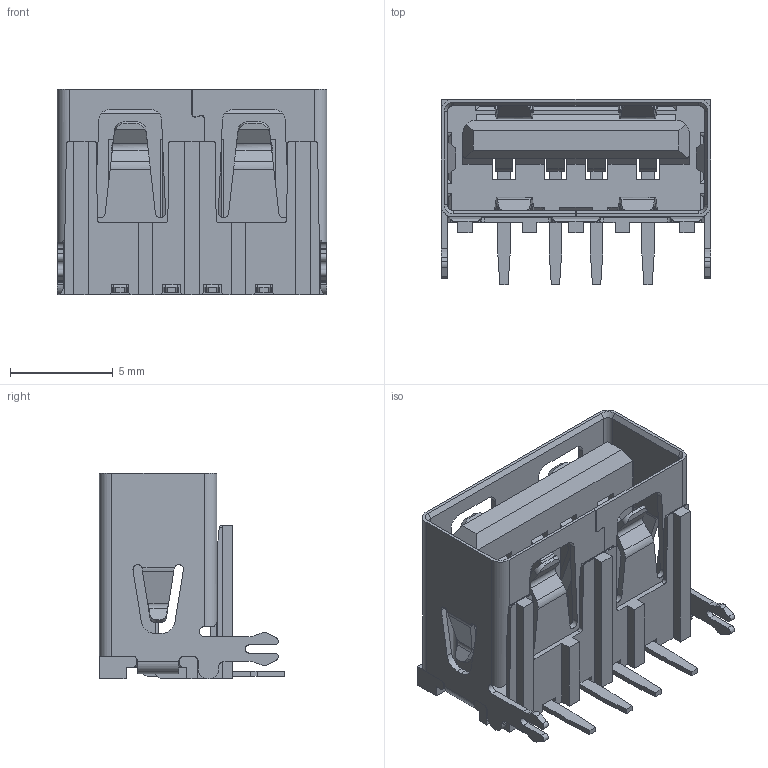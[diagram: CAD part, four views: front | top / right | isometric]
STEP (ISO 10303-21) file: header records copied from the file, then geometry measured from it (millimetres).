
FILE_DESCRIPTION(/* description */ ('STEP AP214'),/* implementation_level */ '2;1');
FILE_NAME(/* name */ 'USB1125-GF-B',/* time_stamp */ '2023-02-13T15:12:46+01:00',/* author */ ('License CC BY-ND 4.0'),/* organization */ ('CADENAS'),/* preprocessor_version */ 'ST-DEVELOPER v18.102',/* originating_system */ 'PARTsolutions',/* authorisation */ ' ');
FILE_SCHEMA (('AUTOMOTIVE_DESIGN {1 0 10303 214 3 1 1}'));
Length unit declared in the file: millimetre
Products named in the file (4): USB1125-GF-B; USB1125-GF-B_PART3; USB1125-GF-B_PART2; USB1125-GF-B_PART1
Assembly tree (6 placements, depth 2):
  USB1125-GF-B
    USB1125-GF-B_PART3
    USB1125-GF-B_PART2
    USB1125-GF-B_PART1  x4
Bounding box: 13.1 x 9.01 x 10 mm (x, y, z)
Volume: 289.9 mm3; surface area: 1459.9 mm2
Topology: 6 solids, 6 shells, 935 faces, 2718 edges, 1786 vertices
Faces by surface type: plane 576, cylinder 315, bspline 40, cone 4
Entity records: 22975 total; most frequent: CARTESIAN_POINT 5021, ORIENTED_EDGE 3894, DIRECTION 3556, EDGE_CURVE 1947, LINE 1460, VECTOR 1460, VERTEX_POINT 1273, AXIS2_PLACEMENT_3D 1048
